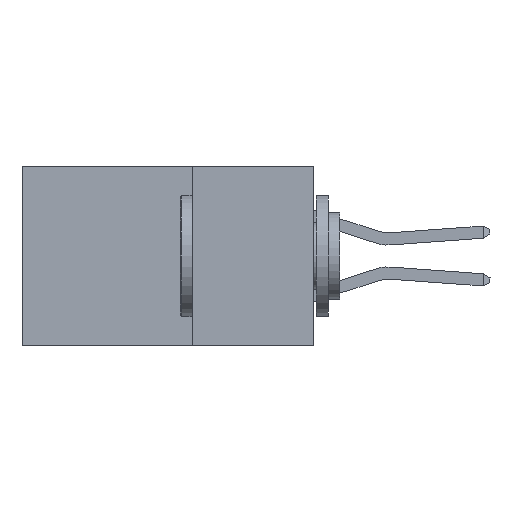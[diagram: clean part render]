
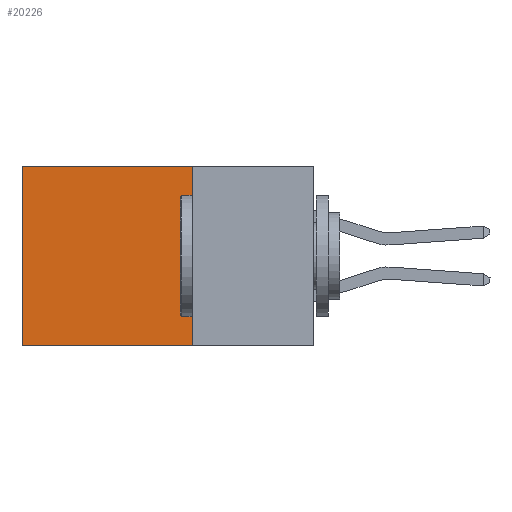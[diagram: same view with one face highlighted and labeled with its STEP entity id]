
A CAD part, left-side view. The second image highlights one B-rep face of the part: STEP entity #20226.
In plain terms, the highlighted planar face has unit normal (-1, 0, 0).
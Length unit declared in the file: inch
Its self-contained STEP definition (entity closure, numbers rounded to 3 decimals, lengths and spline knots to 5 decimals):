
#1225 = CARTESIAN_POINT ( 'NONE',  ( 0.2875, 0.6, -0.37 ) ) ;
#1568 = VERTEX_POINT ( 'NONE', #28338 ) ;
#1924 = LINE ( 'NONE', #23658, #14115 ) ;
#3861 = EDGE_CURVE ( 'NONE', #5022, #19609, #7719, .T. ) ;
#4324 = CARTESIAN_POINT ( 'NONE',  ( 0.2875, 0.25, 0. ) ) ;
#4916 = DIRECTION ( 'NONE',  ( 0., 1., 0. ) ) ;
#5022 = VERTEX_POINT ( 'NONE', #22344 ) ;
#5463 = DIRECTION ( 'NONE',  ( 0., 0., -1. ) ) ;
#7719 = LINE ( 'NONE', #16419, #25071 ) ;
#9742 = VECTOR ( 'NONE', #4916, 39.37008 ) ;
#10735 = CARTESIAN_POINT ( 'NONE',  ( 0.2875, 0.25, 0. ) ) ;
#10898 = VECTOR ( 'NONE', #22492, 39.37008 ) ;
#13973 = EDGE_LOOP ( 'NONE', ( #23129, #23341, #28556, #19479 ) ) ;
#14115 = VECTOR ( 'NONE', #5463, 39.37008 ) ;
#14430 = EDGE_CURVE ( 'NONE', #28926, #1568, #1924, .T. ) ;
#14917 = CARTESIAN_POINT ( 'NONE',  ( 0.2875, 0.25, 0. ) ) ;
#15515 = EDGE_CURVE ( 'NONE', #1568, #19609, #21874, .T. ) ;
#16251 = FACE_OUTER_BOUND ( 'NONE', #13973, .T. ) ;
#16419 = CARTESIAN_POINT ( 'NONE',  ( 0.2875, 0.6, 0. ) ) ;
#17241 = PLANE ( 'NONE',  #25513 ) ;
#18714 = DIRECTION ( 'NONE',  ( 0., 0., -1. ) ) ;
#19479 = ORIENTED_EDGE ( 'NONE', *, *, #28420, .T. ) ;
#19517 = DIRECTION ( 'NONE',  ( 0., 0., -1. ) ) ;
#19609 = VERTEX_POINT ( 'NONE', #1225 ) ;
#20226 = ADVANCED_FACE ( 'NONE', ( #16251 ), #17241, .F. ) ;
#20944 = CARTESIAN_POINT ( 'NONE',  ( 0.2875, 0.25, -0.37 ) ) ;
#21874 = LINE ( 'NONE', #20944, #9742 ) ;
#22344 = CARTESIAN_POINT ( 'NONE',  ( 0.2875, 0.6, 0. ) ) ;
#22492 = DIRECTION ( 'NONE',  ( 0., 1., 0. ) ) ;
#23129 = ORIENTED_EDGE ( 'NONE', *, *, #3861, .T. ) ;
#23341 = ORIENTED_EDGE ( 'NONE', *, *, #15515, .F. ) ;
#23657 = LINE ( 'NONE', #4324, #10898 ) ;
#23658 = CARTESIAN_POINT ( 'NONE',  ( 0.2875, 0.25, 0. ) ) ;
#23854 = DIRECTION ( 'NONE',  ( 1., 0., 0. ) ) ;
#25071 = VECTOR ( 'NONE', #18714, 39.37008 ) ;
#25513 = AXIS2_PLACEMENT_3D ( 'NONE', #14917, #23854, #19517 ) ;
#28338 = CARTESIAN_POINT ( 'NONE',  ( 0.2875, 0.25, -0.37 ) ) ;
#28420 = EDGE_CURVE ( 'NONE', #28926, #5022, #23657, .T. ) ;
#28556 = ORIENTED_EDGE ( 'NONE', *, *, #14430, .F. ) ;
#28926 = VERTEX_POINT ( 'NONE', #10735 ) ;
